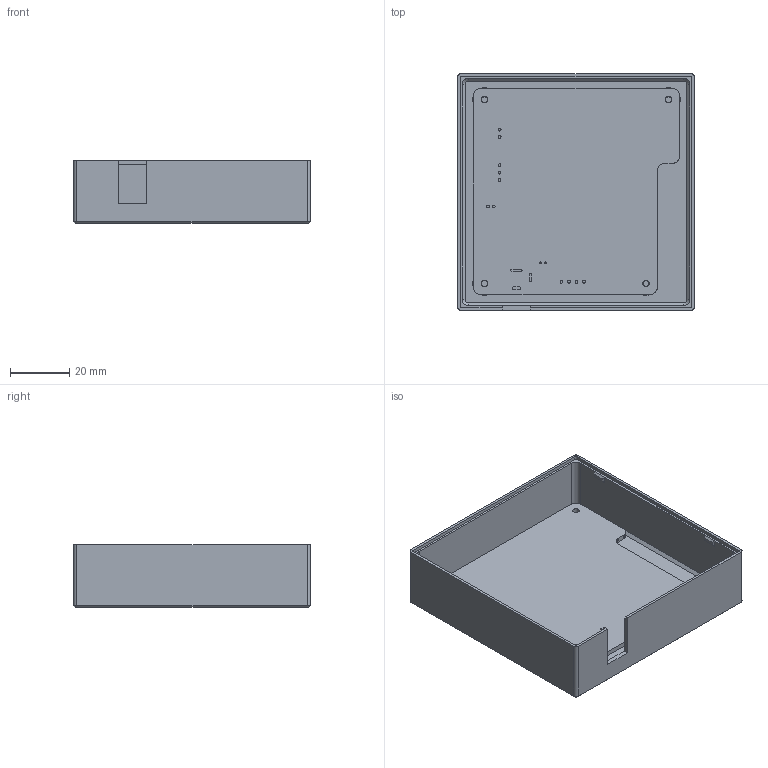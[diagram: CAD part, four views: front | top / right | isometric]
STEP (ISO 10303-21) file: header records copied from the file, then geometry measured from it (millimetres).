
FILE_DESCRIPTION(/* description */ (''),/* implementation_level */ '2;1');
FILE_NAME(/* name */ 'Housing v1.step',/* time_stamp */ '2024-01-27T16:50:41+01:00',/* author */ (''),/* organization */ (''),/* preprocessor_version */ 'ST-DEVELOPER v20',/* originating_system */ 'Autodesk Translation Framework v12.14.0.127',/* authorisation */ '');
FILE_SCHEMA (('AUTOMOTIVE_DESIGN { 1 0 10303 214 3 1 1 }'));
Length unit declared in the file: millimetre
Products named in the file (4): Housing; Housing_1; pcb v1; velux-controller PCB
Assembly tree (3 placements, depth 3):
  Housing
    Housing_1
    pcb v1
      velux-controller PCB
Bounding box: 80 x 80 x 21.2 mm (x, y, z)
Volume: 28916.6 mm3; surface area: 34706.8 mm2
Topology: 2 solids, 2 shells, 257 faces, 711 edges, 466 vertices
Faces by surface type: plane 208, cylinder 37, cone 8, torus 4
Full cylindrical faces by diameter (mm): 0.6 x2, 0.8 x2, 0.95 x3, 1 x6, 2 x4, 2.2 x4, 4 x4
Entity records: 8286 total; most frequent: CARTESIAN_POINT 1441, ORIENTED_EDGE 1422, DIRECTION 1333, EDGE_CURVE 711, LINE 617, VECTOR 617, VERTEX_POINT 466, AXIS2_PLACEMENT_3D 358
